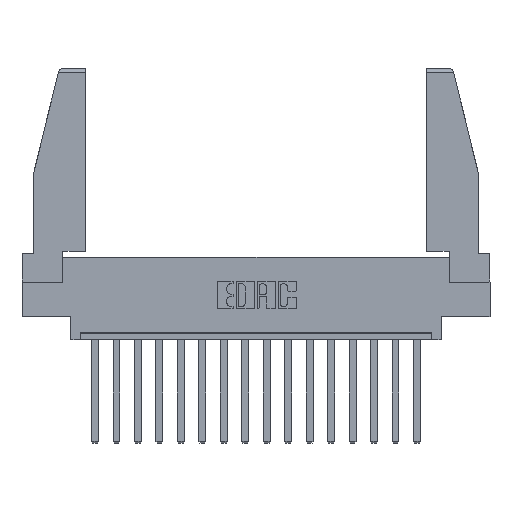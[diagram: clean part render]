
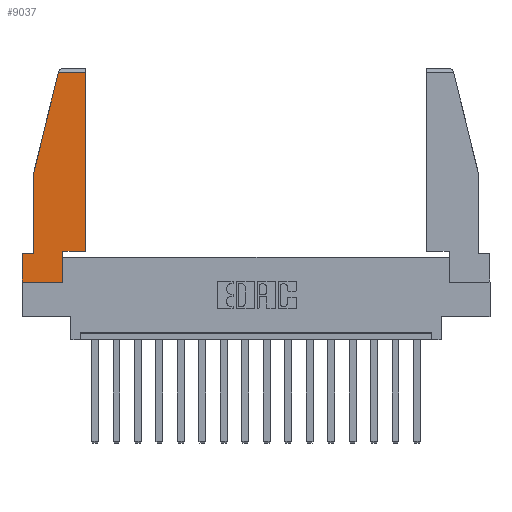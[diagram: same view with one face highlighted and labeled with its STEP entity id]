
A CAD part, top view. The second image highlights one B-rep face of the part: STEP entity #9037.
In plain terms, the highlighted planar face has unit normal (0, 0, 1).
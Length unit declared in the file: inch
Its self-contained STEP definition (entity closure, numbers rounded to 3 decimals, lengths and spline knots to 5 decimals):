
#152 = CARTESIAN_POINT ( 'NONE',  ( 0.461, 0.223, 0. ) ) ;
#216 = EDGE_CURVE ( 'NONE', #7065, #2725, #3431, .T. ) ;
#967 = CARTESIAN_POINT ( 'NONE',  ( 0.2636, 1.52, 0. ) ) ;
#1251 = VERTEX_POINT ( 'NONE', #3763 ) ;
#1557 = PLANE ( 'NONE',  #12110 ) ;
#1692 = LINE ( 'NONE', #8785, #2121 ) ;
#1731 = ORIENTED_EDGE ( 'NONE', *, *, #1843, .T. ) ;
#1843 = EDGE_CURVE ( 'NONE', #11874, #4983, #7864, .T. ) ;
#1941 = VERTEX_POINT ( 'NONE', #7184 ) ;
#2085 = DIRECTION ( 'NONE',  ( 0., 1., 0. ) ) ;
#2121 = VECTOR ( 'NONE', #2085, 39.37008 ) ;
#2313 = DIRECTION ( 'NONE',  ( -0.239, -0.971, 0. ) ) ;
#2551 = VECTOR ( 'NONE', #6814, 39.37008 ) ;
#2725 = VERTEX_POINT ( 'NONE', #5864 ) ;
#3431 = LINE ( 'NONE', #152, #7027 ) ;
#3746 = VERTEX_POINT ( 'NONE', #11620 ) ;
#3763 = CARTESIAN_POINT ( 'NONE',  ( 0.297, 0., 0. ) ) ;
#3961 = EDGE_CURVE ( 'NONE', #1941, #7065, #16315, .T. ) ;
#4103 = ORIENTED_EDGE ( 'NONE', *, *, #14552, .T. ) ;
#4170 = DIRECTION ( 'NONE',  ( 0., 1., 0. ) ) ;
#4283 = CARTESIAN_POINT ( 'NONE',  ( 0.086, 0.8, 0. ) ) ;
#4490 = FACE_OUTER_BOUND ( 'NONE', #13526, .T. ) ;
#4983 = VERTEX_POINT ( 'NONE', #11437 ) ;
#4995 = CARTESIAN_POINT ( 'NONE',  ( 0.271, 1.55, 0. ) ) ;
#5269 = EDGE_CURVE ( 'NONE', #2725, #13693, #9342, .T. ) ;
#5462 = LINE ( 'NONE', #4995, #9518 ) ;
#5533 = DIRECTION ( 'NONE',  ( 0., 0., 1. ) ) ;
#5628 = ORIENTED_EDGE ( 'NONE', *, *, #5269, .T. ) ;
#5864 = CARTESIAN_POINT ( 'NONE',  ( 0.461, 1.52, 0. ) ) ;
#5990 = VECTOR ( 'NONE', #6405, 39.37008 ) ;
#6387 = VECTOR ( 'NONE', #8078, 39.37008 ) ;
#6405 = DIRECTION ( 'NONE',  ( -1., 0., 0. ) ) ;
#6814 = DIRECTION ( 'NONE',  ( -1., 0., 0. ) ) ;
#6832 = EDGE_CURVE ( 'NONE', #4983, #10458, #9186, .T. ) ;
#7013 = DIRECTION ( 'NONE',  ( 1., 0., 0. ) ) ;
#7027 = VECTOR ( 'NONE', #4170, 39.37008 ) ;
#7065 = VERTEX_POINT ( 'NONE', #14510 ) ;
#7184 = CARTESIAN_POINT ( 'NONE',  ( 0.297, 0.223, 0. ) ) ;
#7445 = ORIENTED_EDGE ( 'NONE', *, *, #216, .T. ) ;
#7864 = LINE ( 'NONE', #9660, #6387 ) ;
#8078 = DIRECTION ( 'NONE',  ( 0., -1., 0. ) ) ;
#8121 = CARTESIAN_POINT ( 'NONE',  ( 0., 1.52, 0. ) ) ;
#8674 = ORIENTED_EDGE ( 'NONE', *, *, #6832, .T. ) ;
#8785 = CARTESIAN_POINT ( 'NONE',  ( 0.297, 0., 0. ) ) ;
#9037 = ADVANCED_FACE ( 'NONE', ( #4490 ), #1557, .T. ) ;
#9081 = LINE ( 'NONE', #17655, #11891 ) ;
#9186 = LINE ( 'NONE', #17328, #5990 ) ;
#9342 = LINE ( 'NONE', #8121, #2551 ) ;
#9518 = VECTOR ( 'NONE', #2313, 39.37008 ) ;
#9660 = CARTESIAN_POINT ( 'NONE',  ( 0.086, 0.8, 0. ) ) ;
#9823 = LINE ( 'NONE', #10729, #15782 ) ;
#10113 = ORIENTED_EDGE ( 'NONE', *, *, #12021, .T. ) ;
#10363 = EDGE_CURVE ( 'NONE', #10458, #3746, #9823, .T. ) ;
#10458 = VERTEX_POINT ( 'NONE', #11238 ) ;
#10724 = CARTESIAN_POINT ( 'NONE',  ( 0.297, 0.223, 0. ) ) ;
#10729 = CARTESIAN_POINT ( 'NONE',  ( 0., 0.21, 0. ) ) ;
#11238 = CARTESIAN_POINT ( 'NONE',  ( 0., 0.21, 0. ) ) ;
#11437 = CARTESIAN_POINT ( 'NONE',  ( 0.086, 0.21, 0. ) ) ;
#11620 = CARTESIAN_POINT ( 'NONE',  ( 0., 0., 0. ) ) ;
#11874 = VERTEX_POINT ( 'NONE', #4283 ) ;
#11891 = VECTOR ( 'NONE', #13613, 39.37008 ) ;
#12021 = EDGE_CURVE ( 'NONE', #1251, #1941, #1692, .T. ) ;
#12110 = AXIS2_PLACEMENT_3D ( 'NONE', #12420, #5533, #7013 ) ;
#12420 = CARTESIAN_POINT ( 'NONE',  ( 0., 0., 0. ) ) ;
#12992 = ORIENTED_EDGE ( 'NONE', *, *, #3961, .T. ) ;
#13526 = EDGE_LOOP ( 'NONE', ( #7445, #5628, #16487, #1731, #8674, #17116, #4103, #10113, #12992 ) ) ;
#13613 = DIRECTION ( 'NONE',  ( 1., 0., 0. ) ) ;
#13692 = VECTOR ( 'NONE', #14758, 39.37008 ) ;
#13693 = VERTEX_POINT ( 'NONE', #967 ) ;
#14510 = CARTESIAN_POINT ( 'NONE',  ( 0.461, 0.223, 0. ) ) ;
#14552 = EDGE_CURVE ( 'NONE', #3746, #1251, #9081, .T. ) ;
#14758 = DIRECTION ( 'NONE',  ( 1., 0., 0. ) ) ;
#14875 = DIRECTION ( 'NONE',  ( 0., -1., 0. ) ) ;
#15782 = VECTOR ( 'NONE', #14875, 39.37008 ) ;
#16315 = LINE ( 'NONE', #10724, #13692 ) ;
#16487 = ORIENTED_EDGE ( 'NONE', *, *, #17203, .T. ) ;
#17116 = ORIENTED_EDGE ( 'NONE', *, *, #10363, .T. ) ;
#17203 = EDGE_CURVE ( 'NONE', #13693, #11874, #5462, .T. ) ;
#17328 = CARTESIAN_POINT ( 'NONE',  ( 0., 0.21, 0. ) ) ;
#17655 = CARTESIAN_POINT ( 'NONE',  ( 0., 0., 0. ) ) ;
